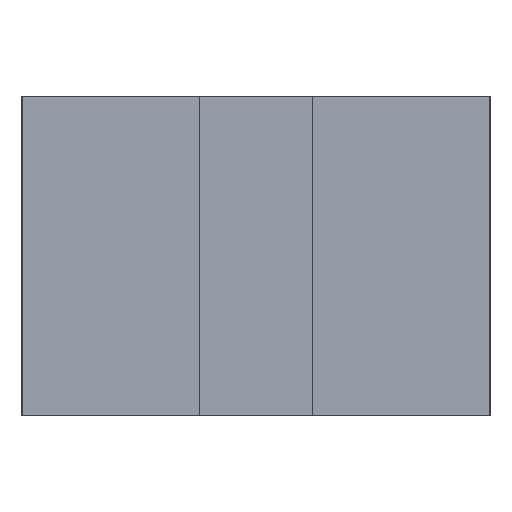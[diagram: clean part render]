
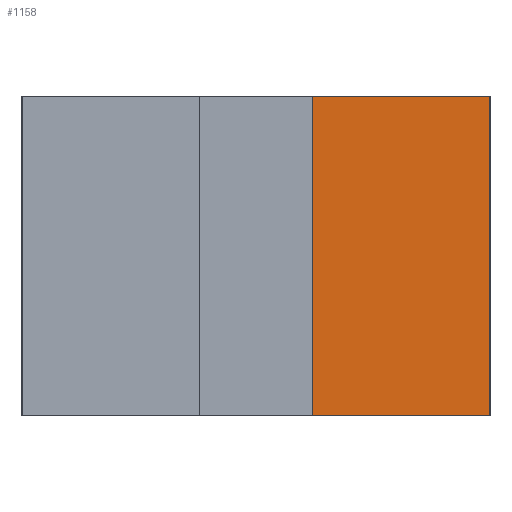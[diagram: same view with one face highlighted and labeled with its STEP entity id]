
A CAD part, front view. The second image highlights one B-rep face of the part: STEP entity #1158.
In plain terms, the highlighted face is planar.
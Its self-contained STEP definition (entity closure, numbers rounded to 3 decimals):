
#162=ORIENTED_EDGE('',*,*,#405,.F.);
#163=ORIENTED_EDGE('',*,*,#455,.T.);
#164=ORIENTED_EDGE('',*,*,#409,.F.);
#165=ORIENTED_EDGE('',*,*,#456,.F.);
#405=EDGE_CURVE('',#555,#556,#665,.T.);
#409=EDGE_CURVE('',#558,#559,#669,.T.);
#455=EDGE_CURVE('',#555,#559,#715,.T.);
#456=EDGE_CURVE('',#556,#558,#716,.T.);
#555=VERTEX_POINT('',#1669);
#556=VERTEX_POINT('',#1671);
#558=VERTEX_POINT('',#1677);
#559=VERTEX_POINT('',#1679);
#665=LINE('',#1670,#821);
#669=LINE('',#1678,#825);
#715=LINE('',#1772,#871);
#716=LINE('',#1773,#872);
#821=VECTOR('',#1360,1000.);
#825=VECTOR('',#1366,1000.);
#871=VECTOR('',#1442,1000.);
#872=VECTOR('',#1443,1000.);
#974=EDGE_LOOP('',(#162,#163,#164,#165));
#1036=FACE_BOUND('',#974,.T.);
#1098=PLANE('',#1267);
#1158=ADVANCED_FACE('',(#1036),#1098,.F.);
#1267=AXIS2_PLACEMENT_3D('',#1771,#1440,#1441);
#1360=DIRECTION('',(0.,0.,1.));
#1366=DIRECTION('',(0.,0.,-1.));
#1440=DIRECTION('',(-1.,0.,0.));
#1441=DIRECTION('',(0.,0.,1.));
#1442=DIRECTION('',(0.,1.,0.));
#1443=DIRECTION('',(0.,1.,0.));
#1669=CARTESIAN_POINT('',(1.,0.15,-0.425));
#1670=CARTESIAN_POINT('',(1.,0.15,-2.082));
#1671=CARTESIAN_POINT('',(1.,0.15,0.425));
#1677=CARTESIAN_POINT('',(1.,0.625,0.425));
#1678=CARTESIAN_POINT('',(1.,0.625,0.425));
#1679=CARTESIAN_POINT('',(1.,0.625,-0.425));
#1771=CARTESIAN_POINT('',(1.,-0.625,0.425));
#1772=CARTESIAN_POINT('',(1.,-0.625,-0.425));
#1773=CARTESIAN_POINT('',(1.,-0.625,0.425));
